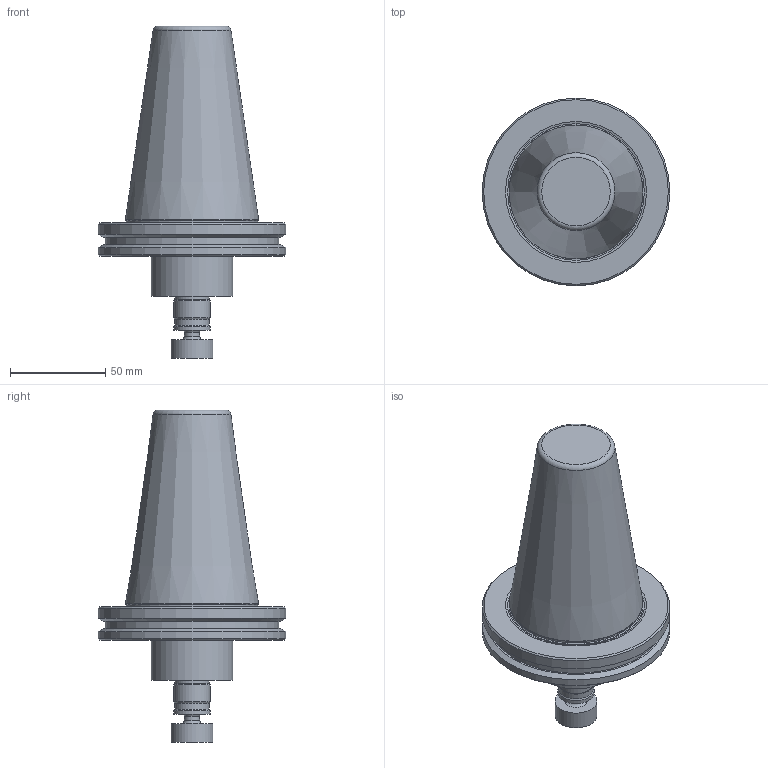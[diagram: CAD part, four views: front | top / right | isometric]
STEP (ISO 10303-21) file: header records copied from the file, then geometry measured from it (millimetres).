
FILE_DESCRIPTION(/* description */ ('3-D model version:1'),/* implementation_level */ '2;1');
FILE_NAME(/* name */ 'A392.54505C5019040',/* time_stamp */ '2016-12-02T14:02:02',/* author */ ('InteractiveCad'),/* organization */ ('AB Sandvik Coromant'),/* preprocessor_version */ 'ST-DEVELOPER v11',/* originating_system */ 'SIEMENS UGS NX 6.0',/* authorization */ '');
FILE_SCHEMA(('AUTOMOTIVE_DESIGN'));
Length unit declared in the file: millimetre
Products named in the file (1): A392.54505C5019040_635398972975528008_1_stp
Bounding box: 98.4 x 98.4 x 174.1 mm (x, y, z)
Volume: 419871.5 mm3; surface area: 42822.4 mm2
Topology: 1 solids, 1 shells, 42 faces, 72 edges, 41 vertices
Faces by surface type: cone 14, cylinder 13, plane 11, torus 4
Full cylindrical faces by diameter (mm): 7.9 x1, 9.525 x1, 10 x1, 18.1 x1, 18.334 x1, 19.034 x2, 22 x1, 43 x1, 69.25 x1, 91 x1, 98.4 x2
Entity records: 872 total; most frequent: DIRECTION 174, CARTESIAN_POINT 128, AXIS2_PLACEMENT_3D 87, EDGE_LOOP 82, ORIENTED_EDGE 82, FACE_BOUND 80, ADVANCED_FACE 42, VERTEX_POINT 41
